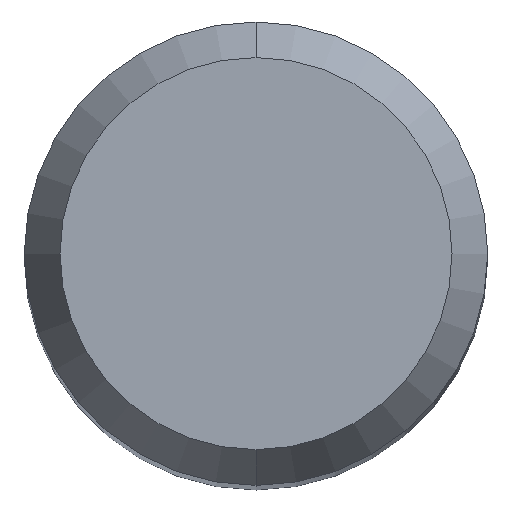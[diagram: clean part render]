
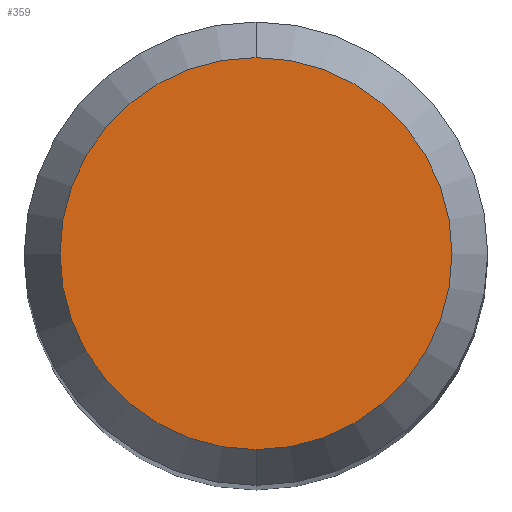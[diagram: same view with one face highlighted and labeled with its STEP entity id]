
A CAD part, top view. The second image highlights one B-rep face of the part: STEP entity #359.
In plain terms, the highlighted planar face has unit normal (0, 0, 1).
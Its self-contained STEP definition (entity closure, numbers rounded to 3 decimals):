
#229=VERTEX_POINT('',#526);
#321=EDGE_CURVE('',#377,#229,#630,.T.);
#359=ADVANCED_FACE('',(#671),#672,.T.);
#377=VERTEX_POINT('',#691);
#385=EDGE_CURVE('',#229,#377,#699,.T.);
#526=CARTESIAN_POINT('',(0.,-2.538,0.0));
#630=CIRCLE('',#1161,2.538);
#671=FACE_OUTER_BOUND('',#1208,.T.);
#672=PLANE('',#1209);
#691=CARTESIAN_POINT('',(0.0,2.538,0.0));
#699=CIRCLE('',#1246,2.538);
#1161=AXIS2_PLACEMENT_3D('',#1581,#1582,#1583);
#1208=EDGE_LOOP('',(#1622,#1623));
#1209=AXIS2_PLACEMENT_3D('',#1624,#1625,#1626);
#1246=AXIS2_PLACEMENT_3D('',#1654,#1655,#1656);
#1581=CARTESIAN_POINT('',(0.0,0.0,0.0));
#1582=DIRECTION('',(0.0,0.0,-1.0));
#1583=DIRECTION('',(0.0,1.0,0.0));
#1622=ORIENTED_EDGE('',*,*,#321,.F.);
#1623=ORIENTED_EDGE('',*,*,#385,.F.);
#1624=CARTESIAN_POINT('',(0.0,1.269,0.0));
#1625=DIRECTION('',(-0.0,0.0,1.0));
#1626=DIRECTION('',(0.0,-1.0,0.0));
#1654=CARTESIAN_POINT('',(0.0,0.0,0.0));
#1655=DIRECTION('',(0.0,0.0,-1.0));
#1656=DIRECTION('',(0.0,1.0,0.0));
